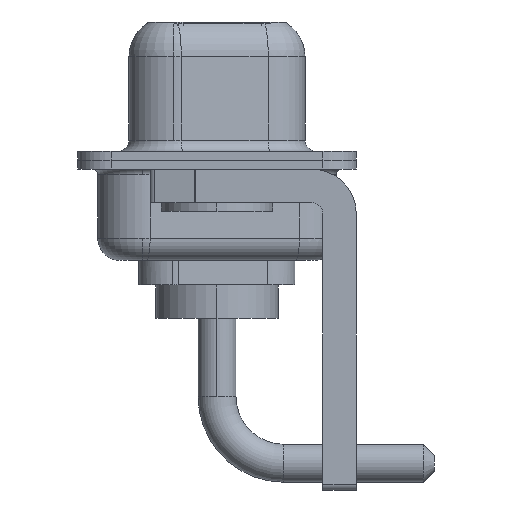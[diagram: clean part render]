
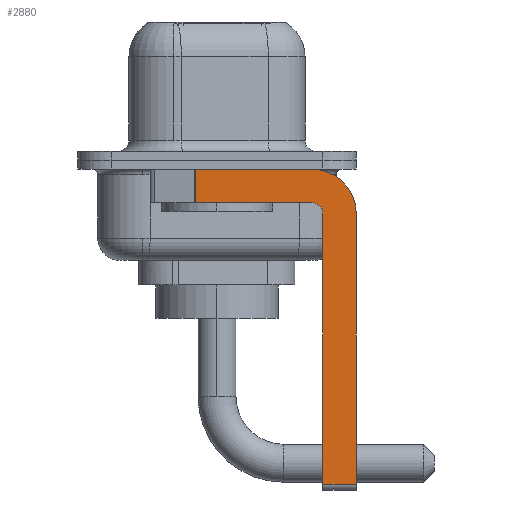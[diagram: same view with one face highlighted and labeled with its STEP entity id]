
A CAD part, left-side view. The second image highlights one B-rep face of the part: STEP entity #2880.
In plain terms, the highlighted planar face has unit normal (-1, 0, 0).
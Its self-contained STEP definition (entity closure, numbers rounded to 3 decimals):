
#170 = CIRCLE ( 'NONE', #7587, 2. ) ;
#202 = EDGE_CURVE ( 'NONE', #5262, #4400, #6296, .T. ) ;
#419 = CARTESIAN_POINT ( 'NONE',  ( -2.9, -4.25, -1.9 ) ) ;
#512 = FACE_OUTER_BOUND ( 'NONE', #10948, .T. ) ;
#543 = CARTESIAN_POINT ( 'NONE',  ( -2.9, 0.978, -0.4 ) ) ;
#550 = CARTESIAN_POINT ( 'NONE',  ( -2.9, -4.25, -14.55 ) ) ;
#568 = DIRECTION ( 'NONE',  ( 1., 0., 0. ) ) ;
#740 = DIRECTION ( 'NONE',  ( 1., 0., 0. ) ) ;
#847 = VERTEX_POINT ( 'NONE', #8717 ) ;
#915 = CARTESIAN_POINT ( 'NONE',  ( -2.9, -4.75, -2.4 ) ) ;
#1078 = LINE ( 'NONE', #6196, #3558 ) ;
#1447 = DIRECTION ( 'NONE',  ( 0., 0., 1. ) ) ;
#1460 = LINE ( 'NONE', #1592, #4447 ) ;
#1582 = VECTOR ( 'NONE', #12769, 1000. ) ;
#1592 = CARTESIAN_POINT ( 'NONE',  ( -2.9, -6.25, -2.4 ) ) ;
#1665 = ORIENTED_EDGE ( 'NONE', *, *, #12081, .T. ) ;
#1726 = CARTESIAN_POINT ( 'NONE',  ( -2.9, -4.75, -14.55 ) ) ;
#1757 = LINE ( 'NONE', #550, #7031 ) ;
#2433 = VERTEX_POINT ( 'NONE', #1726 ) ;
#2597 = ORIENTED_EDGE ( 'NONE', *, *, #11599, .F. ) ;
#2828 = AXIS2_PLACEMENT_3D ( 'NONE', #11650, #568, #8622 ) ;
#2880 = ADVANCED_FACE ( 'NONE', ( #512 ), #4561, .F. ) ;
#3131 = EDGE_CURVE ( 'NONE', #5262, #12700, #8472, .T. ) ;
#3442 = CARTESIAN_POINT ( 'NONE',  ( -2.9, -4.25, -2.4 ) ) ;
#3498 = ORIENTED_EDGE ( 'NONE', *, *, #4721, .F. ) ;
#3558 = VECTOR ( 'NONE', #11348, 1000. ) ;
#3818 = CARTESIAN_POINT ( 'NONE',  ( -2.9, -4.25, -1.9 ) ) ;
#4400 = VERTEX_POINT ( 'NONE', #7961 ) ;
#4407 = DIRECTION ( 'NONE',  ( 0., 0., -1. ) ) ;
#4447 = VECTOR ( 'NONE', #5780, 1000. ) ;
#4454 = CARTESIAN_POINT ( 'NONE',  ( -2.9, -6.25, -2.4 ) ) ;
#4561 = PLANE ( 'NONE',  #2828 ) ;
#4721 = EDGE_CURVE ( 'NONE', #10452, #4400, #4745, .T. ) ;
#4745 = LINE ( 'NONE', #3818, #1582 ) ;
#4783 = DIRECTION ( 'NONE',  ( 0., 0., -1. ) ) ;
#5262 = VERTEX_POINT ( 'NONE', #543 ) ;
#5567 = ORIENTED_EDGE ( 'NONE', *, *, #8364, .F. ) ;
#5780 = DIRECTION ( 'NONE',  ( 0., 0., -1. ) ) ;
#5881 = ORIENTED_EDGE ( 'NONE', *, *, #202, .T. ) ;
#6196 = CARTESIAN_POINT ( 'NONE',  ( -2.9, -4.75, -14.8 ) ) ;
#6296 = LINE ( 'NONE', #8466, #10157 ) ;
#6300 = CARTESIAN_POINT ( 'NONE',  ( -2.9, 3., -0.4 ) ) ;
#7031 = VECTOR ( 'NONE', #10833, 1000. ) ;
#7075 = ORIENTED_EDGE ( 'NONE', *, *, #3131, .F. ) ;
#7107 = VERTEX_POINT ( 'NONE', #4454 ) ;
#7244 = EDGE_CURVE ( 'NONE', #12700, #7107, #170, .T. ) ;
#7285 = EDGE_CURVE ( 'NONE', #2433, #8226, #1078, .T. ) ;
#7587 = AXIS2_PLACEMENT_3D ( 'NONE', #10813, #740, #4783 ) ;
#7961 = CARTESIAN_POINT ( 'NONE',  ( -2.9, 0.978, -1.9 ) ) ;
#8226 = VERTEX_POINT ( 'NONE', #915 ) ;
#8364 = EDGE_CURVE ( 'NONE', #8226, #10452, #9244, .T. ) ;
#8466 = CARTESIAN_POINT ( 'NONE',  ( -2.9, 0.978, -1.9 ) ) ;
#8472 = LINE ( 'NONE', #6300, #11077 ) ;
#8622 = DIRECTION ( 'NONE',  ( 0., 0., -1. ) ) ;
#8680 = DIRECTION ( 'NONE',  ( -1., 0., 0. ) ) ;
#8717 = CARTESIAN_POINT ( 'NONE',  ( -2.9, -6.25, -14.55 ) ) ;
#9244 = CIRCLE ( 'NONE', #10909, 0.5 ) ;
#10157 = VECTOR ( 'NONE', #4407, 1000. ) ;
#10452 = VERTEX_POINT ( 'NONE', #419 ) ;
#10813 = CARTESIAN_POINT ( 'NONE',  ( -2.9, -4.25, -2.4 ) ) ;
#10833 = DIRECTION ( 'NONE',  ( 0., -1., 0. ) ) ;
#10872 = CARTESIAN_POINT ( 'NONE',  ( -2.9, -4.25, -0.4 ) ) ;
#10909 = AXIS2_PLACEMENT_3D ( 'NONE', #3442, #8680, #1447 ) ;
#10948 = EDGE_LOOP ( 'NONE', ( #7075, #5881, #3498, #5567, #12740, #1665, #2597, #12196 ) ) ;
#11077 = VECTOR ( 'NONE', #12438, 1000. ) ;
#11348 = DIRECTION ( 'NONE',  ( 0., 0., 1. ) ) ;
#11599 = EDGE_CURVE ( 'NONE', #7107, #847, #1460, .T. ) ;
#11650 = CARTESIAN_POINT ( 'NONE',  ( -2.9, -4.25, -2.4 ) ) ;
#12081 = EDGE_CURVE ( 'NONE', #2433, #847, #1757, .T. ) ;
#12196 = ORIENTED_EDGE ( 'NONE', *, *, #7244, .F. ) ;
#12438 = DIRECTION ( 'NONE',  ( 0., -1., 0. ) ) ;
#12700 = VERTEX_POINT ( 'NONE', #10872 ) ;
#12740 = ORIENTED_EDGE ( 'NONE', *, *, #7285, .F. ) ;
#12769 = DIRECTION ( 'NONE',  ( 0., 1., 0. ) ) ;
